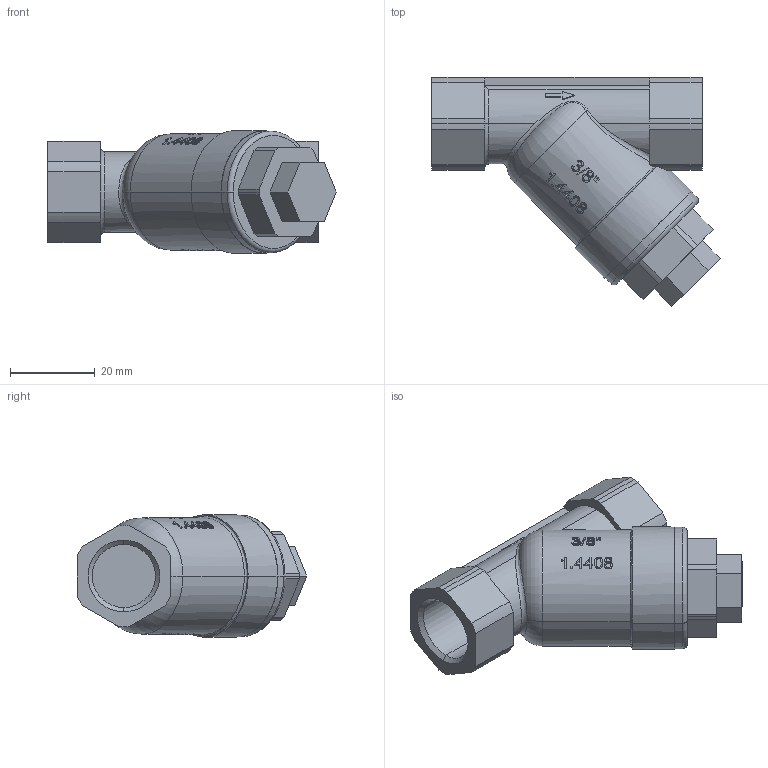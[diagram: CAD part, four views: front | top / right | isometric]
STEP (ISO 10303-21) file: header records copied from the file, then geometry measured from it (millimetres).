
FILE_DESCRIPTION (( 'STEP AP203' ), '1' );
FILE_NAME ('613_DN10.STEP', '2017-10-09T07:17:31', ( 'rv' ), ( 'Hewlett-Packard Company' ), 'SwSTEP 2.0', 'SolidWorks 2015', '' );
FILE_SCHEMA (( 'CONFIG_CONTROL_DESIGN' ));
Length unit declared in the file: millimetre
Products named in the file (1): 613_DN10
Bounding box: 68.28 x 54.28 x 29 mm (x, y, z)
Volume: 40119.9 mm3; surface area: 10046.5 mm2
Topology: 1 solids, 1 shells, 287 faces, 750 edges, 496 vertices
Faces by surface type: plane 113, bspline 96, cylinder 64, torus 10, cone 4
Entity records: 20863 total; most frequent: CARTESIAN_POINT 14505, ORIENTED_EDGE 1500, DIRECTION 968, EDGE_CURVE 750, VERTEX_POINT 496, AXIS2_PLACEMENT_3D 356, B_SPLINE_CURVE_WITH_KNOTS 324, EDGE_LOOP 318
